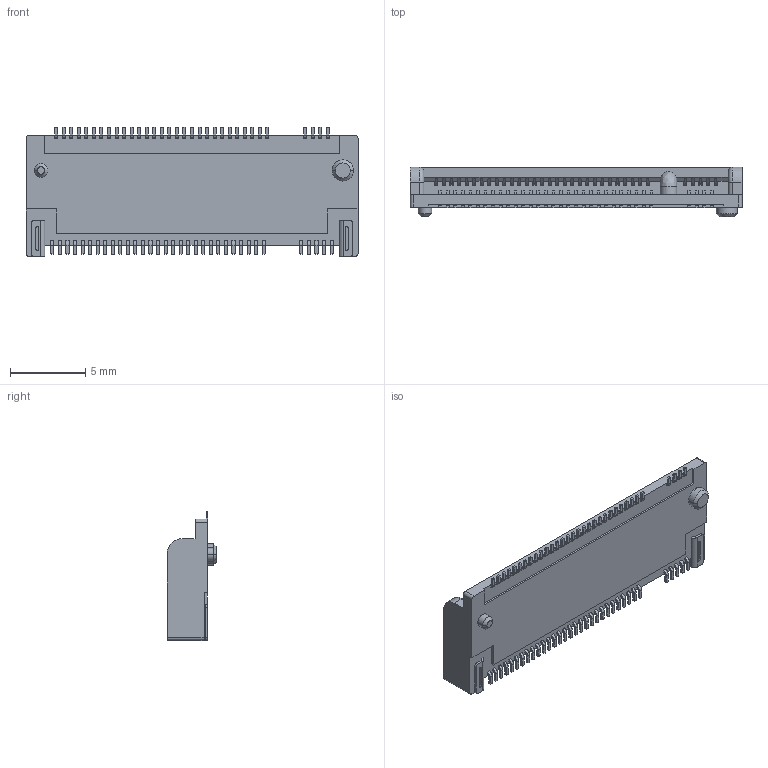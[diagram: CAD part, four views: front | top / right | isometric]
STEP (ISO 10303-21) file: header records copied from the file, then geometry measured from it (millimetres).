
FILE_DESCRIPTION((''),'2;1');
FILE_NAME('MDT275M0X001_C3D','2020-03-17T',('yunx.liu'),(''),'PRO/ENGINEER BY PARAMETRIC TECHNOLOGY CORPORATION, 2013320','PRO/ENGINEER BY PARAMETRIC TECHNOLOGY CORPORATION, 2013320','');
FILE_SCHEMA(('CONFIG_CONTROL_DESIGN'));
Length unit declared in the file: millimetre
Products named in the file (1): MDT275M0X001_C3D
Bounding box: 22 x 3.3 x 8.55 mm (x, y, z)
Volume: 296.8 mm3; surface area: 645.9 mm2
Topology: 1 solids, 1 shells, 1566 faces, 4450 edges, 2969 vertices
Faces by surface type: plane 1128, cylinder 431, cone 4, torus 2, bspline 1
Entity records: 51094 total; most frequent: CARTESIAN_POINT 9345, ORIENTED_EDGE 8900, DIRECTION 8331, EDGE_CURVE 4450, VECTOR 3427, LINE 3427, VERTEX_POINT 2969, AXIS2_PLACEMENT_3D 2452
